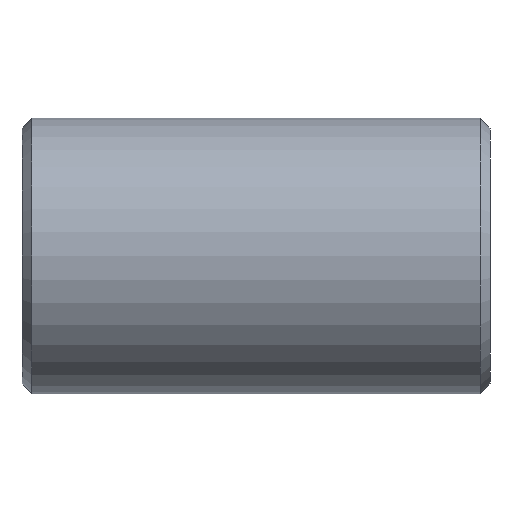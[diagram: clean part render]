
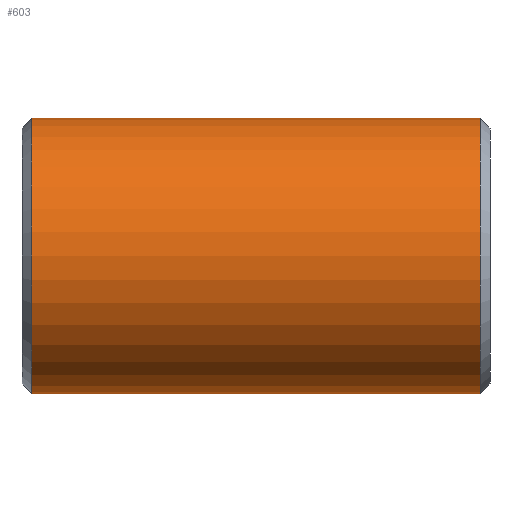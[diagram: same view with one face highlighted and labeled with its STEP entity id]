
A CAD part, front view. The second image highlights one B-rep face of the part: STEP entity #603.
In plain terms, the highlighted cylindrical face has radius 84.138 mm (diameter 168.275 mm), a partial arc.
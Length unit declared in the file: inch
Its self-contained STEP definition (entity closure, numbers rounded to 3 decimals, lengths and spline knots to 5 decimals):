
#3 = DIRECTION ( 'NONE',  ( 0., 0., 1. ) ) ;
#9 = CARTESIAN_POINT ( 'NONE',  ( -5.38033, 0., 0. ) ) ;
#23 = DIRECTION ( 'NONE',  ( -1., 0., 0. ) ) ;
#56 = AXIS2_PLACEMENT_3D ( 'NONE', #60, #759, #3 ) ;
#60 = CARTESIAN_POINT ( 'NONE',  ( 5.62, 0., 0. ) ) ;
#79 = DIRECTION ( 'NONE',  ( 0., 0., 1. ) ) ;
#102 = VERTEX_POINT ( 'NONE', #514 ) ;
#109 = EDGE_CURVE ( 'NONE', #102, #498, #689, .T. ) ;
#127 = ORIENTED_EDGE ( 'NONE', *, *, #278, .F. ) ;
#170 = ORIENTED_EDGE ( 'NONE', *, *, #357, .T. ) ;
#203 = CARTESIAN_POINT ( 'NONE',  ( 5.38033, 0., 3.3125 ) ) ;
#208 = DIRECTION ( 'NONE',  ( -1., 0., 0. ) ) ;
#219 = CARTESIAN_POINT ( 'NONE',  ( 5.62, 0., 3.3125 ) ) ;
#252 = VECTOR ( 'NONE', #208, 39.37008 ) ;
#277 = CYLINDRICAL_SURFACE ( 'NONE', #56, 3.3125 ) ;
#278 = EDGE_CURVE ( 'NONE', #428, #498, #584, .T. ) ;
#315 = ORIENTED_EDGE ( 'NONE', *, *, #744, .T. ) ;
#341 = DIRECTION ( 'NONE',  ( 0., 0., -1. ) ) ;
#357 = EDGE_CURVE ( 'NONE', #732, #102, #655, .T. ) ;
#399 = DIRECTION ( 'NONE',  ( 1., 0., 0. ) ) ;
#403 = DIRECTION ( 'NONE',  ( -1., 0., 0. ) ) ;
#428 = VERTEX_POINT ( 'NONE', #649 ) ;
#434 = VECTOR ( 'NONE', #23, 39.37008 ) ;
#481 = ORIENTED_EDGE ( 'NONE', *, *, #109, .T. ) ;
#491 = EDGE_LOOP ( 'NONE', ( #127, #315, #170, #481 ) ) ;
#498 = VERTEX_POINT ( 'NONE', #619 ) ;
#514 = CARTESIAN_POINT ( 'NONE',  ( -5.38033, 0., 3.3125 ) ) ;
#566 = FACE_OUTER_BOUND ( 'NONE', #491, .T. ) ;
#584 = LINE ( 'NONE', #632, #434 ) ;
#603 = ADVANCED_FACE ( 'NONE', ( #566 ), #277, .T. ) ;
#619 = CARTESIAN_POINT ( 'NONE',  ( -5.38033, 0., -3.3125 ) ) ;
#632 = CARTESIAN_POINT ( 'NONE',  ( 5.62, 0., -3.3125 ) ) ;
#649 = CARTESIAN_POINT ( 'NONE',  ( 5.38033, 0., -3.3125 ) ) ;
#655 = LINE ( 'NONE', #219, #252 ) ;
#658 = AXIS2_PLACEMENT_3D ( 'NONE', #702, #403, #341 ) ;
#689 = CIRCLE ( 'NONE', #728, 3.3125 ) ;
#702 = CARTESIAN_POINT ( 'NONE',  ( 5.38033, 0., 0. ) ) ;
#728 = AXIS2_PLACEMENT_3D ( 'NONE', #9, #399, #79 ) ;
#732 = VERTEX_POINT ( 'NONE', #203 ) ;
#744 = EDGE_CURVE ( 'NONE', #428, #732, #769, .T. ) ;
#759 = DIRECTION ( 'NONE',  ( -1., 0., 0. ) ) ;
#769 = CIRCLE ( 'NONE', #658, 3.3125 ) ;
